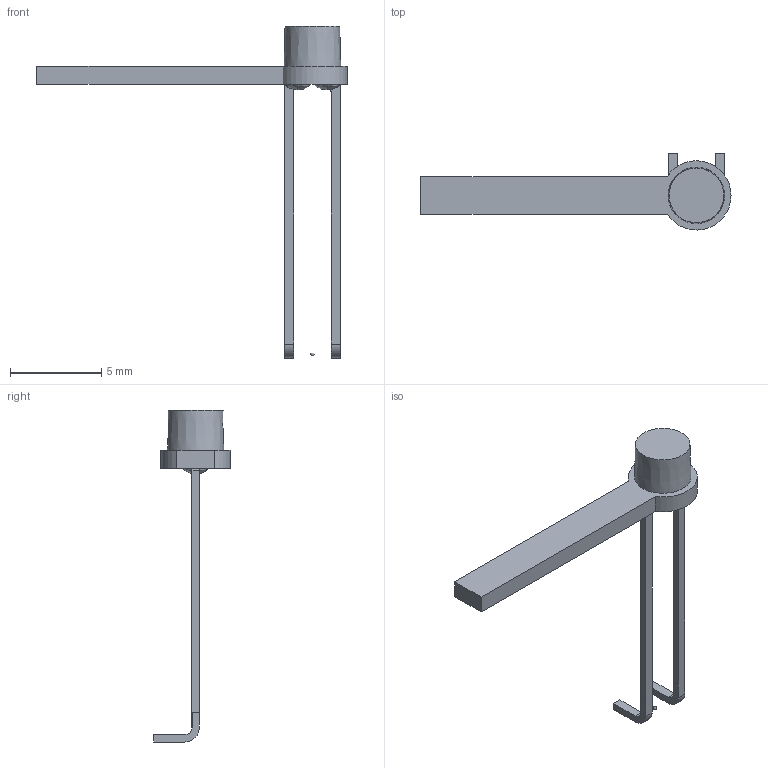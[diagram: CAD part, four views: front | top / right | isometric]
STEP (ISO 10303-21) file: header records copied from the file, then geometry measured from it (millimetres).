
FILE_DESCRIPTION(/* description */ (''),/* implementation_level */ '2;1');
FILE_NAME(/* name */ 'ALS-PDIC144-6C_BENT_LEGS2.step',/* time_stamp */ '2020-11-05T16:17:11+00:00',/* author */ (''),/* organization */ (''),/* preprocessor_version */ 'ST-DEVELOPER v18.1',/* originating_system */ 'Autodesk Translation Framework v9.3.0.1241',/* authorisation */ '');
FILE_SCHEMA (('AUTOMOTIVE_DESIGN { 1 0 10303 214 3 1 1 }'));
Length unit declared in the file: millimetre
Products named in the file (2): (Unsaved); ALS
Assembly tree (1 placements, depth 2):
  (Unsaved)
    ALS
Bounding box: 17 x 4.2 x 18.2 mm (x, y, z)
Volume: 61.9 mm3; surface area: 198.5 mm2
Topology: 4 solids, 4 shells, 41 faces, 106 edges, 70 vertices
Faces by surface type: plane 24, cylinder 9, bspline 6, cone 1, sphere 1
Entity records: 1331 total; most frequent: CARTESIAN_POINT 288, DIRECTION 213, ORIENTED_EDGE 200, EDGE_CURVE 100, AXIS2_PLACEMENT_3D 75, VERTEX_POINT 70, LINE 63, VECTOR 63
